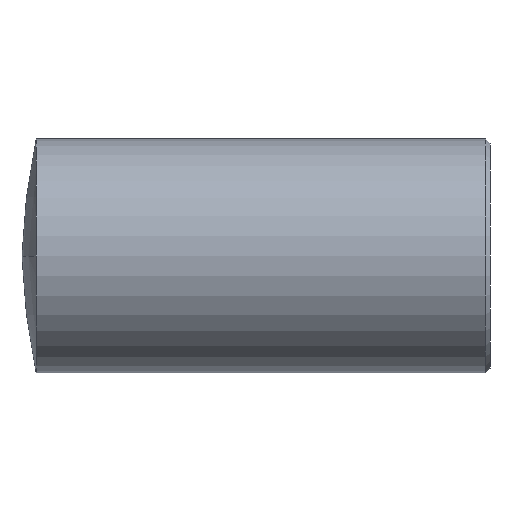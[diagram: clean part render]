
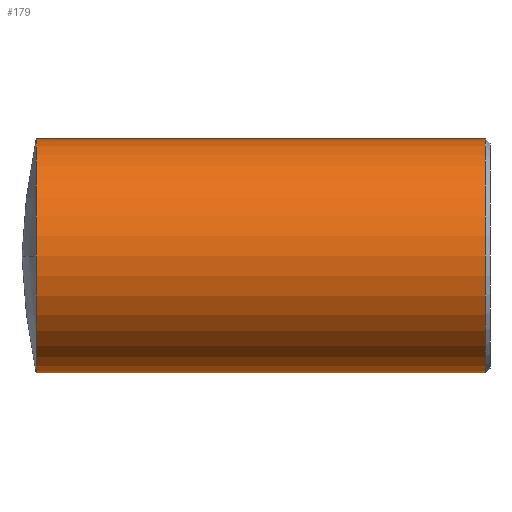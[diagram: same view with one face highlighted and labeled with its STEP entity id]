
A CAD part, front view. The second image highlights one B-rep face of the part: STEP entity #179.
In plain terms, the highlighted cylindrical face has radius 25 mm (diameter 50 mm), a partial arc.
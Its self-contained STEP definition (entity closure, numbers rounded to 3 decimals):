
#10 = EDGE_LOOP ( 'NONE', ( #162, #183, #134, #169, #32 ) ) ;
#11 = CARTESIAN_POINT ( 'NONE',  ( 0., 0., -25. ) ) ;
#29 = EDGE_CURVE ( 'NONE', #76, #103, #190, .T. ) ;
#32 = ORIENTED_EDGE ( 'NONE', *, *, #187, .F. ) ;
#36 = VERTEX_POINT ( 'NONE', #67 ) ;
#39 = CARTESIAN_POINT ( 'NONE',  ( 3.02, 0., 25. ) ) ;
#42 = DIRECTION ( 'NONE',  ( 0., 0., 1. ) ) ;
#45 = LINE ( 'NONE', #201, #145 ) ;
#53 = DIRECTION ( 'NONE',  ( -1., 0., 0. ) ) ;
#55 = CARTESIAN_POINT ( 'NONE',  ( 3.02, 0., 0. ) ) ;
#56 = CIRCLE ( 'NONE', #120, 25. ) ;
#59 = DIRECTION ( 'NONE',  ( -1., 0., 0. ) ) ;
#66 = EDGE_CURVE ( 'NONE', #133, #36, #178, .T. ) ;
#67 = CARTESIAN_POINT ( 'NONE',  ( 99., 0., 25. ) ) ;
#76 = VERTEX_POINT ( 'NONE', #182 ) ;
#100 = FACE_OUTER_BOUND ( 'NONE', #10, .T. ) ;
#103 = VERTEX_POINT ( 'NONE', #39 ) ;
#111 = VECTOR ( 'NONE', #199, 1000. ) ;
#112 = DIRECTION ( 'NONE',  ( 0., 0., 1. ) ) ;
#114 = DIRECTION ( 'NONE',  ( -1., 0., 0. ) ) ;
#120 = AXIS2_PLACEMENT_3D ( 'NONE', #55, #59, #168 ) ;
#122 = AXIS2_PLACEMENT_3D ( 'NONE', #141, #114, #112 ) ;
#123 = EDGE_CURVE ( 'NONE', #36, #103, #45, .T. ) ;
#129 = VERTEX_POINT ( 'NONE', #220 ) ;
#133 = VERTEX_POINT ( 'NONE', #198 ) ;
#134 = ORIENTED_EDGE ( 'NONE', *, *, #123, .T. ) ;
#141 = CARTESIAN_POINT ( 'NONE',  ( 3.02, 0., 0. ) ) ;
#145 = VECTOR ( 'NONE', #151, 1000. ) ;
#146 = CARTESIAN_POINT ( 'NONE',  ( 99., 0., 0. ) ) ;
#147 = CYLINDRICAL_SURFACE ( 'NONE', #158, 25. ) ;
#151 = DIRECTION ( 'NONE',  ( -1., 0., 0. ) ) ;
#158 = AXIS2_PLACEMENT_3D ( 'NONE', #163, #196, #42 ) ;
#159 = DIRECTION ( 'NONE',  ( 0., 0., 1. ) ) ;
#162 = ORIENTED_EDGE ( 'NONE', *, *, #202, .F. ) ;
#163 = CARTESIAN_POINT ( 'NONE',  ( 0., 0., 0. ) ) ;
#168 = DIRECTION ( 'NONE',  ( 0., 0., 1. ) ) ;
#169 = ORIENTED_EDGE ( 'NONE', *, *, #29, .F. ) ;
#170 = LINE ( 'NONE', #11, #111 ) ;
#173 = AXIS2_PLACEMENT_3D ( 'NONE', #146, #53, #159 ) ;
#178 = CIRCLE ( 'NONE', #173, 25. ) ;
#179 = ADVANCED_FACE ( 'NONE', ( #100 ), #147, .T. ) ;
#182 = CARTESIAN_POINT ( 'NONE',  ( 3.02, -25., 0. ) ) ;
#183 = ORIENTED_EDGE ( 'NONE', *, *, #66, .T. ) ;
#187 = EDGE_CURVE ( 'NONE', #129, #76, #56, .T. ) ;
#190 = CIRCLE ( 'NONE', #122, 25. ) ;
#196 = DIRECTION ( 'NONE',  ( -1., 0., 0. ) ) ;
#198 = CARTESIAN_POINT ( 'NONE',  ( 99., 0., -25. ) ) ;
#199 = DIRECTION ( 'NONE',  ( -1., 0., 0. ) ) ;
#201 = CARTESIAN_POINT ( 'NONE',  ( 0., 0., 25. ) ) ;
#202 = EDGE_CURVE ( 'NONE', #133, #129, #170, .T. ) ;
#220 = CARTESIAN_POINT ( 'NONE',  ( 3.02, 0., -25. ) ) ;
